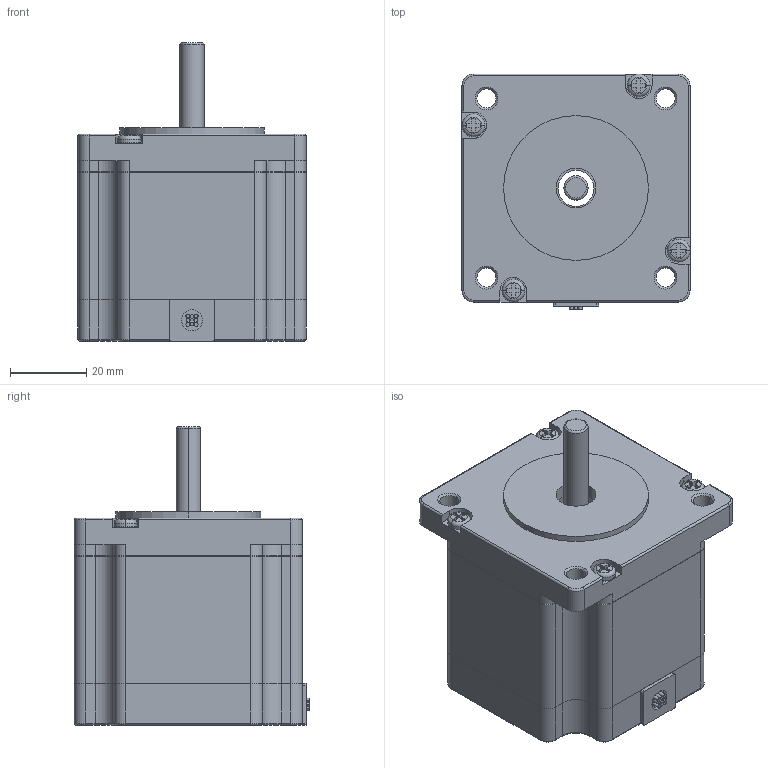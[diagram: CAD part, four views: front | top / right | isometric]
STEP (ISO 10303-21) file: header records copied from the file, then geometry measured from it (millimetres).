
FILE_DESCRIPTION((''),'2;1');
FILE_NAME('MT24HE22020M801_ASM','2017-03-21T',('Matteo Maccalli'),(''),'PRO/ENGINEER BY PARAMETRIC TECHNOLOGY CORPORATION, 2006320','PRO/ENGINEER BY PARAMETRIC TECHNOLOGY CORPORATION, 2006320','');
FILE_SCHEMA(('AUTOMOTIVE_DESIGN_CC2 { 1 2 10303 214 -1 1 5 2 }'));
Length unit declared in the file: millimetre
Products named in the file (7): MT24HE_FRONT_FLANGE_H3_FORO5; MT24HE22_STATOR_STACK; MT24HE_REAR_FLANGE_NO_HOLES; MT24HE_FRONT_SHAFT_D6E35_0SPIAN; TCC_M3X20; USCITA_CAVO_NO_PROTECTION_8; MT24HE22020M801_ASM
Assembly tree (9 placements, depth 2):
  MT24HE22020M801_ASM
    MT24HE_FRONT_FLANGE_H3_FORO5
    MT24HE22_STATOR_STACK
    MT24HE_REAR_FLANGE_NO_HOLES
    MT24HE_FRONT_SHAFT_D6E35_0SPIAN
    TCC_M3X20  x4
    USCITA_CAVO_NO_PROTECTION_8
Bounding box: 60 x 62 x 78.5 mm (x, y, z)
Volume: 108394.7 mm3; surface area: 46272.9 mm2
Topology: 17 solids, 21 shells, 463 faces, 1156 edges, 738 vertices
Faces by surface type: plane 213, cylinder 180, torus 34, cone 28, sphere 8
Entity records: 14716 total; most frequent: DIRECTION 2174, CARTESIAN_POINT 1982, ORIENTED_EDGE 1912, EDGE_CURVE 964, PRESENTATION_STYLE_ASSIGNMENT 932, STYLED_ITEM 918, CURVE_STYLE 900, AXIS2_PLACEMENT_3D 810
